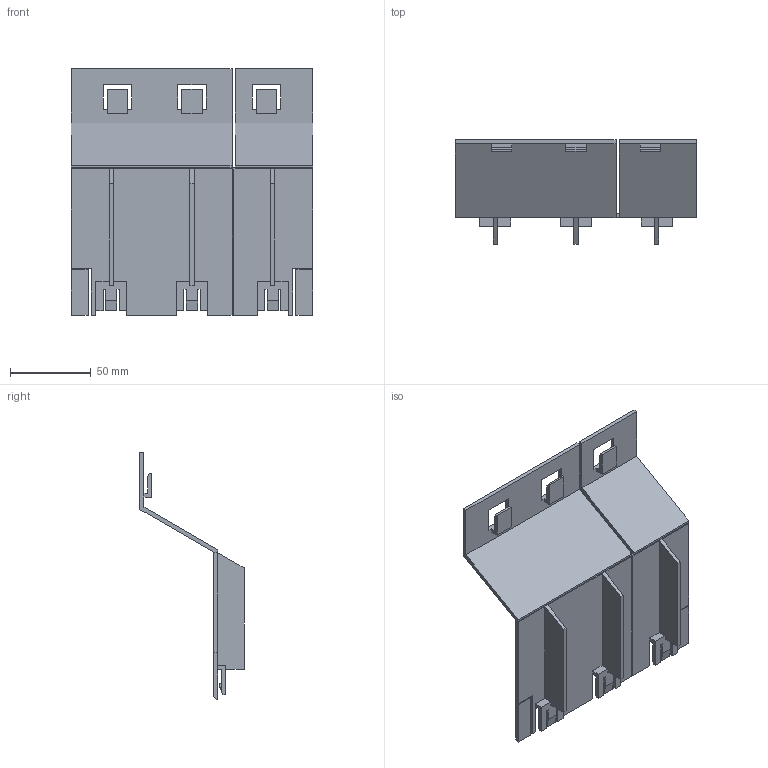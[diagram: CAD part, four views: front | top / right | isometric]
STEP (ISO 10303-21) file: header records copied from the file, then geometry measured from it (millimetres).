
FILE_DESCRIPTION(('CATIA V5 STEP'),'2;1');
FILE_NAME('A8017284_JM_KA_ssA_185.stp','2011-04-11T14:23:18+00:00',('none'),('Jean Müller GmbH'),'CATIA Version 5 Release 19 SP 7 (IN-10)','CATIA V5 STEP AP214','none');
FILE_SCHEMA(('AUTOMOTIVE_DESIGN { 1 0 10303 214 1 1 1 1 }'));
Length unit declared in the file: millimetre
Products named in the file (2): A8017284_JM_KA_ssA_185; 32728_Anschlussraumschottung
Assembly tree (1 placements, depth 2):
  A8017284_JM_KA_ssA_185
    32728_Anschlussraumschottung
Bounding box: 149.5 x 64.4 x 152.75 mm (x, y, z)
Volume: 73641.3 mm3; surface area: 63705.5 mm2
Topology: 1 solids, 1 shells, 189 faces, 547 edges, 360 vertices
Faces by surface type: plane 186, cylinder 3
Entity records: 6069 total; most frequent: CARTESIAN_POINT 1170, ORIENTED_EDGE 1094, DIRECTION 866, EDGE_CURVE 547, VECTOR 535, LINE 535, VERTEX_POINT 360, EDGE_LOOP 195
